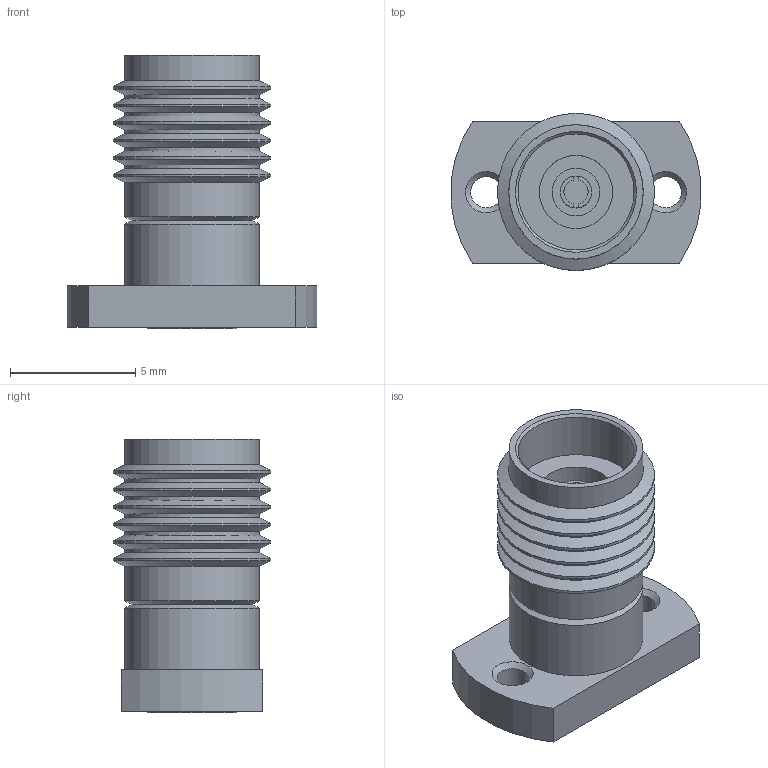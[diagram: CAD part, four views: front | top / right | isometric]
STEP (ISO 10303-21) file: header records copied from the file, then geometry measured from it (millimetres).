
FILE_DESCRIPTION(/* description */ (''),/* implementation_level */ '2;1');
FILE_NAME(/* name */ 'MOLEX_73252-0090_Part1.stp',/* time_stamp */ '2016-11-21T15:07:24+01:00',/* author */ ('jchouvet'),/* organization */ ('TraceParts S.A.'),/* preprocessor_version */ 'ST-DEVELOPER v16.1',/* originating_system */ 'AutoCAD Mechanical',/* authorisation */ ' ');
FILE_SCHEMA (('AUTOMOTIVE_DESIGN { 1 0 10303 214 3 1 1 }'));
Length unit declared in the file: millimetre
Products named in the file (1): Product
Bounding box: 9.97 x 6.28 x 10.92 mm (x, y, z)
Volume: 254.2 mm3; surface area: 663.7 mm2
Topology: 16 solids, 16 shells, 94 faces, 156 edges, 98 vertices
Faces by surface type: plane 42, cylinder 33, cone 19
Full cylindrical faces by diameter (mm): 0.394 x1, 0.569 x1, 1.243 x2, 1.27 x1, 1.311 x3, 1.905 x2, 2.92 x1, 3.556 x1, 4.625 x1, 5.359 x8, 6.275 x6
Entity records: 2012 total; most frequent: DIRECTION 382, CARTESIAN_POINT 299, ORIENTED_EDGE 216, AXIS2_PLACEMENT_3D 179, EDGE_LOOP 162, EDGE_CURVE 108, VERTEX_POINT 96, FACE_OUTER_BOUND 94
